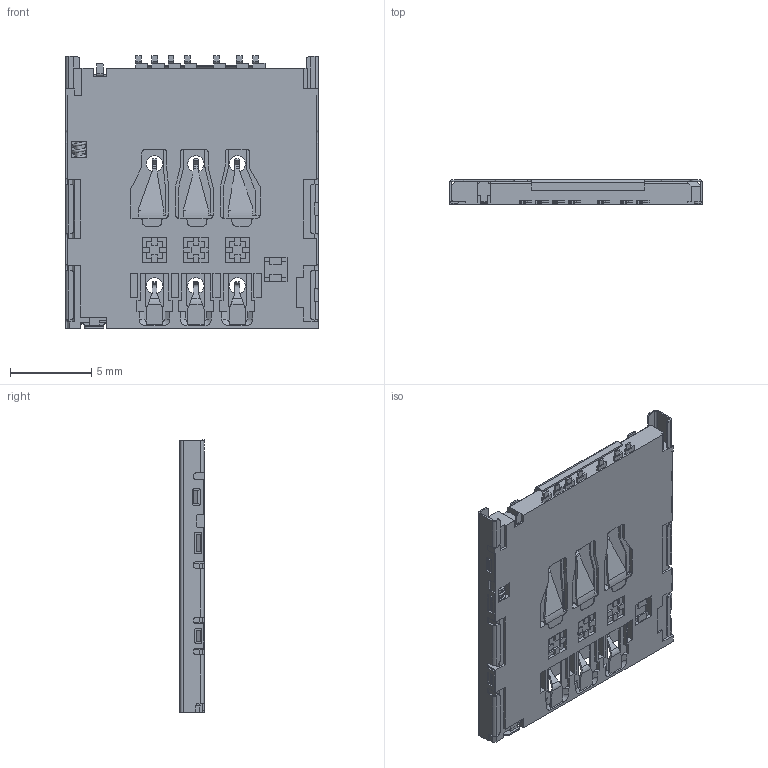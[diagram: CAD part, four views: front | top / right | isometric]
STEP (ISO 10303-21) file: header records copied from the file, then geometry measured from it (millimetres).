
FILE_DESCRIPTION (( 'STEP AP214' ), '1' );
FILE_NAME ('503960-0695.STEP', '2023-11-23T11:28:02', ( '' ), ( '' ), 'SwSTEP 2.0', 'SolidWorks 2021', '' );
FILE_SCHEMA (( 'AUTOMOTIVE_DESIGN' ));
Length unit declared in the file: millimetre
Products named in the file (2): 503960-0695_503960-0695; 503960-0695
Assembly tree (1 placements, depth 2):
  503960-0695
    503960-0695_503960-0695
Bounding box: 15.5 x 1.5 x 16.75 mm (x, y, z)
Volume: 198.1 mm3; surface area: 1205.6 mm2
Topology: 45 solids, 45 shells, 1235 faces, 3294 edges, 2149 vertices
Faces by surface type: plane 894, cylinder 333, cone 6, bspline 2
Entity records: 39492 total; most frequent: CARTESIAN_POINT 7676, ORIENTED_EDGE 6588, DIRECTION 6336, EDGE_CURVE 3294, LINE 2604, VECTOR 2604, VERTEX_POINT 2149, AXIS2_PLACEMENT_3D 1866
